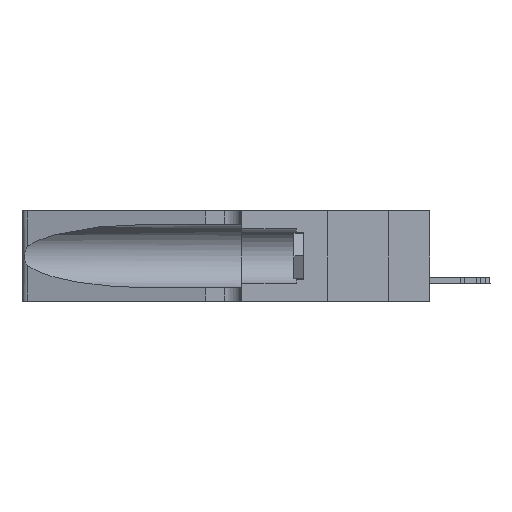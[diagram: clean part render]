
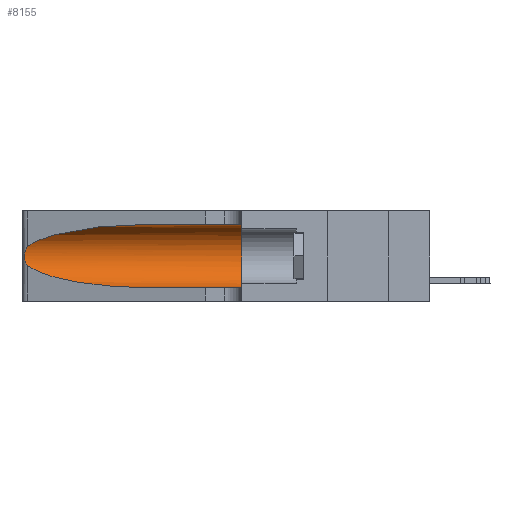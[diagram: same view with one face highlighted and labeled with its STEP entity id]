
A CAD part, left-side view. The second image highlights one B-rep face of the part: STEP entity #8155.
In plain terms, the highlighted cylindrical face has radius 3.308 mm (diameter 6.617 mm), a partial arc.
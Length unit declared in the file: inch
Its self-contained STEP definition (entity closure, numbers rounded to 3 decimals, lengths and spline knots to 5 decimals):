
#186 = VERTEX_POINT ( 'NONE', #29718 ) ;
#3134 = DIRECTION ( 'NONE',  ( 0., 1., 0. ) ) ;
#3502 = CARTESIAN_POINT ( 'NONE',  ( 0.25555, 1.22993, 0.14849 ) ) ;
#3611 = CARTESIAN_POINT ( 'NONE',  ( 0.25487, 1.22718, 0.22369 ) ) ;
#4774 =( BOUNDED_CURVE ( )  B_SPLINE_CURVE ( 3, ( #45202, #45388, #29553, #21568 ),
 .UNSPECIFIED., .F., .F. ) 
 B_SPLINE_CURVE_WITH_KNOTS ( ( 4, 4 ),
 ( 1.5708, 2.84003 ),
 .UNSPECIFIED. ) 
 CURVE ( )  GEOMETRIC_REPRESENTATION_ITEM ( )  RATIONAL_B_SPLINE_CURVE ( ( 1., 0.87, 0.87, 1. ) ) 
 REPRESENTATION_ITEM ( '' )  );
#5352 = EDGE_LOOP ( 'NONE', ( #7685, #45639, #11090, #25824, #19067, #12357 ) ) ;
#5527 = VECTOR ( 'NONE', #16625, 39.37008 ) ;
#5573 = CYLINDRICAL_SURFACE ( 'NONE', #14853, 0.13025 ) ;
#6649 = DIRECTION ( 'NONE',  ( 0., -1., 0. ) ) ;
#7685 = ORIENTED_EDGE ( 'NONE', *, *, #9678, .T. ) ;
#7834 = CARTESIAN_POINT ( 'NONE',  ( 0.26075, 1.23896, 0.178 ) ) ;
#8155 = ADVANCED_FACE ( 'NONE', ( #49383 ), #5573, .F. ) ;
#9678 = EDGE_CURVE ( 'NONE', #186, #21687, #4774, .T. ) ;
#10534 = CARTESIAN_POINT ( 'NONE',  ( 0.1305, 0.72297, 0.05475 ) ) ;
#10600 = CARTESIAN_POINT ( 'NONE',  ( 0.26018, 1.23835, 0.19895 ) ) ;
#11090 = ORIENTED_EDGE ( 'NONE', *, *, #28512, .T. ) ;
#11787 = CARTESIAN_POINT ( 'NONE',  ( 0.26017, 1.23833, 0.17102 ) ) ;
#12357 = ORIENTED_EDGE ( 'NONE', *, *, #30588, .F. ) ;
#12394 = VECTOR ( 'NONE', #23468, 39.37008 ) ;
#14554 = CARTESIAN_POINT ( 'NONE',  ( 0.1305, 0.35, 0.05475 ) ) ;
#14774 = CARTESIAN_POINT ( 'NONE',  ( 0.1305, 1.61858, 0.185 ) ) ;
#14853 = AXIS2_PLACEMENT_3D ( 'NONE', #14774, #6649, #50461 ) ;
#15287 = CARTESIAN_POINT ( 'NONE',  ( 0.25789, 1.23486, 0.15765 ) ) ;
#15293 = EDGE_CURVE ( 'NONE', #25298, #25718, #33365, .T. ) ;
#16625 = DIRECTION ( 'NONE',  ( 0., -1., 0. ) ) ;
#17203 = CIRCLE ( 'NONE', #37917, 0.13025 ) ;
#19067 = ORIENTED_EDGE ( 'NONE', *, *, #44459, .F. ) ;
#19703 = CARTESIAN_POINT ( 'NONE',  ( 0.25639, 1.23186, 0.15144 ) ) ;
#19786 = CARTESIAN_POINT ( 'NONE',  ( 0.1305, 1.61858, 0.05475 ) ) ;
#21568 = CARTESIAN_POINT ( 'NONE',  ( 0.25487, 1.22718, 0.22369 ) ) ;
#21687 = VERTEX_POINT ( 'NONE', #3611 ) ;
#23468 = DIRECTION ( 'NONE',  ( 0., -1., 0. ) ) ;
#23839 = DIRECTION ( 'NONE',  ( 0., 0., 1. ) ) ;
#25298 = VERTEX_POINT ( 'NONE', #10534 ) ;
#25718 = VERTEX_POINT ( 'NONE', #14554 ) ;
#25824 = ORIENTED_EDGE ( 'NONE', *, *, #15293, .T. ) ;
#26899 = CARTESIAN_POINT ( 'NONE',  ( 0.25787, 1.23484, 0.2124 ) ) ;
#27075 = CARTESIAN_POINT ( 'NONE',  ( 0.25856, 1.23593, 0.16098 ) ) ;
#28512 = EDGE_CURVE ( 'NONE', #36803, #25298, #37751, .T. ) ;
#28917 = CARTESIAN_POINT ( 'NONE',  ( 0.25487, 1.22718, 0.14631 ) ) ;
#29553 = CARTESIAN_POINT ( 'NONE',  ( 0.2373, 1.15595, 0.28018 ) ) ;
#29718 = CARTESIAN_POINT ( 'NONE',  ( 0.1305, 0.72297, 0.31525 ) ) ;
#30291 = CARTESIAN_POINT ( 'NONE',  ( 0.25639, 1.23184, 0.21858 ) ) ;
#30477 = CARTESIAN_POINT ( 'NONE',  ( 0.25555, 1.22994, 0.2215 ) ) ;
#30588 = EDGE_CURVE ( 'NONE', #186, #47000, #36408, .T. ) ;
#32344 = CARTESIAN_POINT ( 'NONE',  ( 0.1305, 1.61858, 0.31525 ) ) ;
#33365 = LINE ( 'NONE', #19786, #12394 ) ;
#33765 = CARTESIAN_POINT ( 'NONE',  ( 0.18966, 0.96281, 0.05475 ) ) ;
#34214 = CARTESIAN_POINT ( 'NONE',  ( 0.1305, 0.35, 0.185 ) ) ;
#34239 = CARTESIAN_POINT ( 'NONE',  ( 0.25854, 1.2359, 0.20912 ) ) ;
#36408 = LINE ( 'NONE', #32344, #5527 ) ;
#36803 = VERTEX_POINT ( 'NONE', #45191 ) ;
#37751 =( BOUNDED_CURVE ( )  B_SPLINE_CURVE ( 3, ( #28917, #40978, #33765, #45646 ),
 .UNSPECIFIED., .F., .F. ) 
 B_SPLINE_CURVE_WITH_KNOTS ( ( 4, 4 ),
 ( 3.44316, 4.71239 ),
 .UNSPECIFIED. ) 
 CURVE ( )  GEOMETRIC_REPRESENTATION_ITEM ( )  RATIONAL_B_SPLINE_CURVE ( ( 1., 0.87, 0.87, 1. ) ) 
 REPRESENTATION_ITEM ( '' )  );
#37917 = AXIS2_PLACEMENT_3D ( 'NONE', #34214, #3134, #23839 ) ;
#37975 = EDGE_CURVE ( 'NONE', #21687, #36803, #45272, .T. ) ;
#38220 = CARTESIAN_POINT ( 'NONE',  ( 0.26075, 1.23896, 0.19203 ) ) ;
#40978 = CARTESIAN_POINT ( 'NONE',  ( 0.2373, 1.15595, 0.08982 ) ) ;
#41980 = CARTESIAN_POINT ( 'NONE',  ( 0.25487, 1.22718, 0.22369 ) ) ;
#44459 = EDGE_CURVE ( 'NONE', #47000, #25718, #17203, .T. ) ;
#45191 = CARTESIAN_POINT ( 'NONE',  ( 0.25487, 1.22718, 0.14631 ) ) ;
#45202 = CARTESIAN_POINT ( 'NONE',  ( 0.1305, 0.72297, 0.31525 ) ) ;
#45272 = B_SPLINE_CURVE_WITH_KNOTS ( 'NONE', 3,
 ( #41980, #30477, #30291, #26899, #34239, #10600, #38220, #7834, #11787, #27075, #15287, #19703, #3502, #50779 ),
 .UNSPECIFIED., .F., .F.,
 ( 4, 2, 2, 2, 2, 2, 4 ),
 ( 0., 0.00027, 0.00053, 0.00107, 0.0016, 0.00187, 0.00214 ),
 .UNSPECIFIED. ) ;
#45388 = CARTESIAN_POINT ( 'NONE',  ( 0.18966, 0.96281, 0.31525 ) ) ;
#45639 = ORIENTED_EDGE ( 'NONE', *, *, #37975, .T. ) ;
#45646 = CARTESIAN_POINT ( 'NONE',  ( 0.1305, 0.72297, 0.05475 ) ) ;
#47000 = VERTEX_POINT ( 'NONE', #49974 ) ;
#49383 = FACE_OUTER_BOUND ( 'NONE', #5352, .T. ) ;
#49974 = CARTESIAN_POINT ( 'NONE',  ( 0.1305, 0.35, 0.31525 ) ) ;
#50461 = DIRECTION ( 'NONE',  ( 0., 0., -1. ) ) ;
#50779 = CARTESIAN_POINT ( 'NONE',  ( 0.25487, 1.22718, 0.14631 ) ) ;
